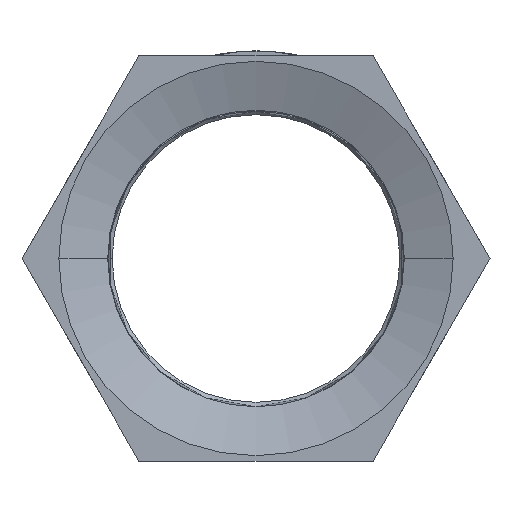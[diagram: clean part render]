
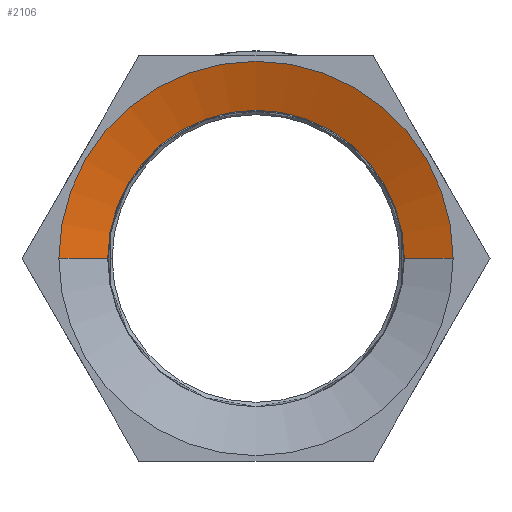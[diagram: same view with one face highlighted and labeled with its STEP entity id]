
A CAD part, front view. The second image highlights one B-rep face of the part: STEP entity #2106.
In plain terms, the highlighted conical face has half-angle 70 degrees and reference radius 17.473 mm.
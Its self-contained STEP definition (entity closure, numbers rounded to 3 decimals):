
#412=CARTESIAN_POINT('',(0.,-12.2,0.));
#413=DIRECTION('',(0.,1.,0.));
#414=DIRECTION('',(-1.,0.,0.));
#415=AXIS2_PLACEMENT_3D('',#412,#413,#414);
#436=DIRECTION('',(0.94,0.342,0.));
#437=VECTOR('',#436,5.263);
#438=CARTESIAN_POINT('',(-19.945,-14.,
0.));
#439=LINE('',#438,#437);
#485=CARTESIAN_POINT('',(0.,-14.,0.));
#486=DIRECTION('',(0.,1.,0.));
#487=DIRECTION('',(-1.,0.,0.));
#488=AXIS2_PLACEMENT_3D('',#485,#486,#487);
#1563=DIRECTION('',(-0.94,0.342,0.));
#1564=VECTOR('',#1563,5.263);
#1565=CARTESIAN_POINT('',(19.945,-14.,
0.));
#1566=LINE('',#1565,#1564);
#1742=CARTESIAN_POINT('',(-19.945,-14.,0.));
#1743=CARTESIAN_POINT('',(19.945,-14.,0.));
#1744=VERTEX_POINT('',#1742);
#1745=VERTEX_POINT('',#1743);
#1746=CARTESIAN_POINT('',(-15.,-12.2,0.));
#1747=CARTESIAN_POINT('',(15.,-12.2,0.));
#1748=VERTEX_POINT('',#1746);
#1749=VERTEX_POINT('',#1747);
#2092=CARTESIAN_POINT('',(0.,-13.1,0.));
#2093=DIRECTION('',(0.,-1.,0.));
#2094=DIRECTION('',(0.,0.,-1.));
#2095=AXIS2_PLACEMENT_3D('',#2092,#2093,#2094);
#2096=CONICAL_SURFACE('',#2095,17.473,70.);
#2098=ORIENTED_EDGE('',*,*,#2097,.T.);
#2100=ORIENTED_EDGE('',*,*,#2099,.T.);
#2101=ORIENTED_EDGE('',*,*,#2062,.F.);
#2103=ORIENTED_EDGE('',*,*,#2102,.F.);
#2104=EDGE_LOOP('',(#2098,#2100,#2101,#2103));
#2105=FACE_OUTER_BOUND('',#2104,.F.);
#2106=ADVANCED_FACE('',(#2105),#2096,.F.);
#416=CIRCLE('',#415,15.);
#489=CIRCLE('',#488,19.945);
#2062=EDGE_CURVE('',#1748,#1749,#416,.T.);
#2097=EDGE_CURVE('',#1744,#1745,#489,.T.);
#2099=EDGE_CURVE('',#1745,#1749,#1566,.T.);
#2102=EDGE_CURVE('',#1744,#1748,#439,.T.);
